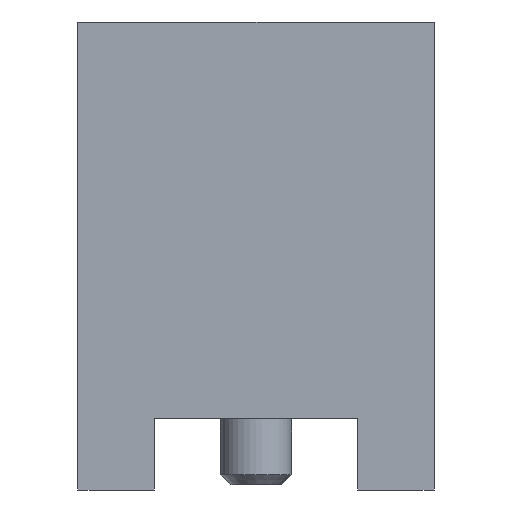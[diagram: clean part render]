
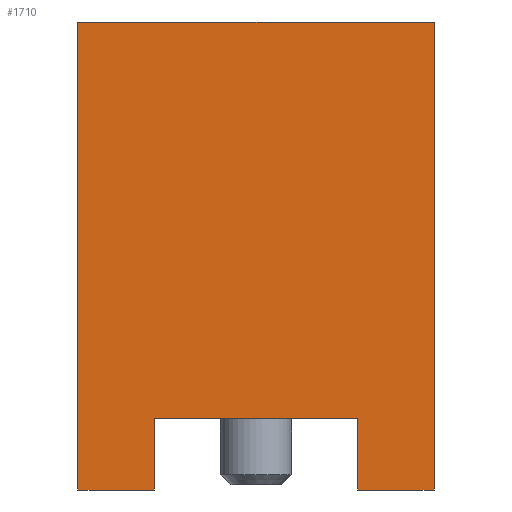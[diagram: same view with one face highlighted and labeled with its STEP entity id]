
A CAD part, left-side view. The second image highlights one B-rep face of the part: STEP entity #1710.
In plain terms, the highlighted planar face has unit normal (-1, 0, 0).
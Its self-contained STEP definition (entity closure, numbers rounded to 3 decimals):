
#88=PLANE('',#1863);
#160=FACE_OUTER_BOUND('',#265,.T.);
#265=EDGE_LOOP('',(#1190,#1191,#1192,#1193,#1194,#1195,#1196,#1197));
#366=LINE('',#2664,#502);
#369=LINE('',#2671,#505);
#377=LINE('',#2689,#513);
#378=LINE('',#2690,#514);
#379=LINE('',#2692,#515);
#380=LINE('',#2694,#516);
#381=LINE('',#2695,#517);
#382=LINE('',#2696,#518);
#502=VECTOR('',#2135,1000.);
#505=VECTOR('',#2140,1000.);
#513=VECTOR('',#2156,1000.);
#514=VECTOR('',#2157,1000.);
#515=VECTOR('',#2158,1000.);
#516=VECTOR('',#2159,1000.);
#517=VECTOR('',#2160,1000.);
#518=VECTOR('',#2161,1000.);
#730=VERTEX_POINT('',#2661);
#731=VERTEX_POINT('',#2663);
#732=VERTEX_POINT('',#2667);
#734=VERTEX_POINT('',#2670);
#739=VERTEX_POINT('',#2687);
#740=VERTEX_POINT('',#2688);
#741=VERTEX_POINT('',#2691);
#742=VERTEX_POINT('',#2693);
#897=EDGE_CURVE('',#730,#731,#366,.T.);
#900=EDGE_CURVE('',#732,#734,#369,.T.);
#909=EDGE_CURVE('',#739,#740,#377,.T.);
#910=EDGE_CURVE('',#739,#731,#378,.T.);
#911=EDGE_CURVE('',#730,#741,#379,.T.);
#912=EDGE_CURVE('',#741,#742,#380,.T.);
#913=EDGE_CURVE('',#734,#742,#381,.T.);
#914=EDGE_CURVE('',#740,#732,#382,.T.);
#1190=ORIENTED_EDGE('',*,*,#909,.F.);
#1191=ORIENTED_EDGE('',*,*,#910,.T.);
#1192=ORIENTED_EDGE('',*,*,#897,.F.);
#1193=ORIENTED_EDGE('',*,*,#911,.T.);
#1194=ORIENTED_EDGE('',*,*,#912,.T.);
#1195=ORIENTED_EDGE('',*,*,#913,.F.);
#1196=ORIENTED_EDGE('',*,*,#900,.F.);
#1197=ORIENTED_EDGE('',*,*,#914,.F.);
#1710=ADVANCED_FACE('',(#160),#88,.T.);
#1863=AXIS2_PLACEMENT_3D('',#2686,#2154,#2155);
#2135=DIRECTION('',(0.,1.,0.));
#2140=DIRECTION('',(0.,1.,0.));
#2154=DIRECTION('center_axis',(-1.,0.,0.));
#2155=DIRECTION('ref_axis',(0.,0.,1.));
#2156=DIRECTION('',(0.,1.,0.));
#2157=DIRECTION('',(0.,0.,-1.));
#2158=DIRECTION('',(0.,0.,1.));
#2159=DIRECTION('',(0.,1.,0.));
#2160=DIRECTION('',(0.,0.,1.));
#2161=DIRECTION('',(0.,0.,-1.));
#2661=CARTESIAN_POINT('',(-1.75,-1.75,-2.3));
#2663=CARTESIAN_POINT('',(-1.75,-1.,-2.3));
#2664=CARTESIAN_POINT('',(-1.75,-1.75,-2.3));
#2667=CARTESIAN_POINT('',(-1.75,1.,-2.3));
#2670=CARTESIAN_POINT('',(-1.75,1.75,-2.3));
#2671=CARTESIAN_POINT('',(-1.75,-1.75,-2.3));
#2686=CARTESIAN_POINT('Origin',(-1.75,-1.75,-2.3));
#2687=CARTESIAN_POINT('',(-1.75,-1.,-1.6));
#2688=CARTESIAN_POINT('',(-1.75,1.,-1.6));
#2689=CARTESIAN_POINT('',(-1.75,-1.,-1.6));
#2690=CARTESIAN_POINT('',(-1.75,-1.,-1.6));
#2691=CARTESIAN_POINT('',(-1.75,-1.75,2.3));
#2692=CARTESIAN_POINT('',(-1.75,-1.75,-2.3));
#2693=CARTESIAN_POINT('',(-1.75,1.75,2.3));
#2694=CARTESIAN_POINT('',(-1.75,-1.75,2.3));
#2695=CARTESIAN_POINT('',(-1.75,1.75,-2.3));
#2696=CARTESIAN_POINT('',(-1.75,1.,-1.6));
